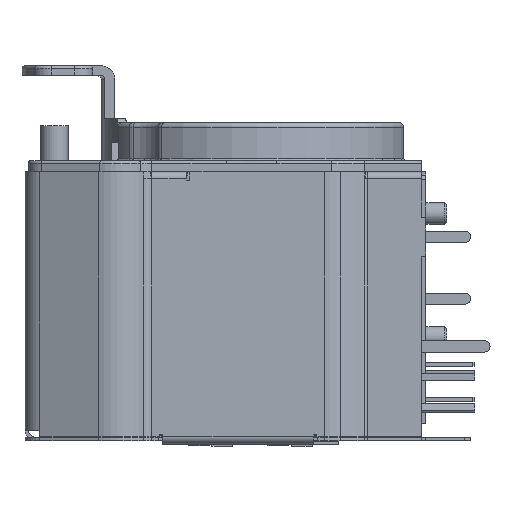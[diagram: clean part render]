
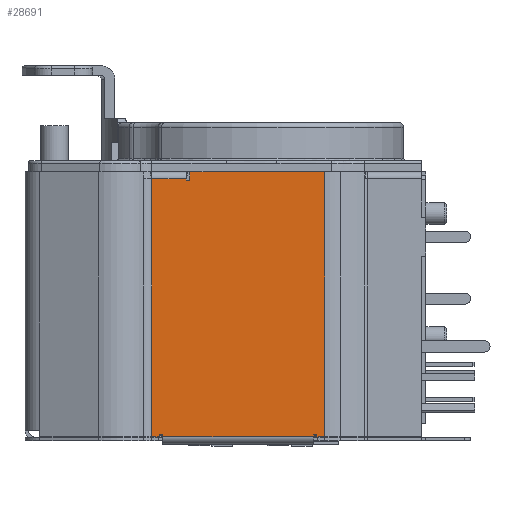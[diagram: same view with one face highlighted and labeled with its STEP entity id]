
A CAD part, left-side view. The second image highlights one B-rep face of the part: STEP entity #28691.
In plain terms, the highlighted planar face has unit normal (-1, 0, 0).
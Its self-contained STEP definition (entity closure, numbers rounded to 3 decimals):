
#23245=CARTESIAN_POINT('',(-11.35,-5.238,-0.8));
#23246=VERTEX_POINT('',#23245);
#23294=CARTESIAN_POINT('',(-11.35,7.178,-1.3));
#23295=VERTEX_POINT('',#23294);
#27905=CARTESIAN_POINT('',(-11.35,-4.438,-19.8));
#27906=VERTEX_POINT('',#27905);
#27914=CARTESIAN_POINT('',(-11.35,6.378,-19.8));
#27915=VERTEX_POINT('',#27914);
#27916=CARTESIAN_POINT('',(-11.35,-4.438,-19.8));
#27917=DIRECTION('',(0.0,1.0,0.0));
#27918=VECTOR('',#27917,10.816);
#27919=LINE('',#27916,#27918);
#27920=EDGE_CURVE('',#27906,#27915,#27919,.T.);
#28502=CARTESIAN_POINT('',(-11.35,6.378,-19.675));
#28503=VERTEX_POINT('',#28502);
#28504=CARTESIAN_POINT('',(-11.35,6.378,-19.675));
#28505=DIRECTION('',(0.0,0.0,-1.0));
#28506=VECTOR('',#28505,0.125);
#28507=LINE('',#28504,#28506);
#28508=EDGE_CURVE('',#28503,#27915,#28507,.T.);
#28533=CARTESIAN_POINT('',(-11.35,6.628,-19.8));
#28534=VERTEX_POINT('',#28533);
#28535=CARTESIAN_POINT('',(-11.35,6.628,-19.675));
#28536=VERTEX_POINT('',#28535);
#28537=CARTESIAN_POINT('',(-11.35,6.628,-19.8));
#28538=DIRECTION('',(0.0,0.0,1.0));
#28539=VECTOR('',#28538,0.125);
#28540=LINE('',#28537,#28539);
#28541=EDGE_CURVE('',#28534,#28536,#28540,.T.);
#28573=CARTESIAN_POINT('',(-11.35,6.628,-19.675));
#28574=DIRECTION('',(0.0,-1.0,0.0));
#28575=VECTOR('',#28574,0.25);
#28576=LINE('',#28573,#28575);
#28577=EDGE_CURVE('',#28536,#28503,#28576,.T.);
#28590=CARTESIAN_POINT('',(-11.35,27.154,-10.3));
#28591=DIRECTION('',(-1.0,0.0,0.0));
#28592=DIRECTION('',(0.0,0.0,-1.0));
#28593=AXIS2_PLACEMENT_3D('',#28590,#28591,#28592);
#28594=PLANE('',#28593);
#28595=ORIENTED_EDGE('',*,*,#28541,.T.);
#28596=ORIENTED_EDGE('',*,*,#28577,.T.);
#28597=ORIENTED_EDGE('',*,*,#28508,.T.);
#28598=ORIENTED_EDGE('',*,*,#27920,.F.);
#28599=CARTESIAN_POINT('',(-11.35,-4.438,-19.675));
#28600=VERTEX_POINT('',#28599);
#28601=CARTESIAN_POINT('',(-11.35,-4.438,-19.8));
#28602=DIRECTION('',(0.0,0.0,1.0));
#28603=VECTOR('',#28602,0.125);
#28604=LINE('',#28601,#28603);
#28605=EDGE_CURVE('',#27906,#28600,#28604,.T.);
#28606=ORIENTED_EDGE('',*,*,#28605,.T.);
#28607=CARTESIAN_POINT('',(-11.35,-4.688,-19.675));
#28608=VERTEX_POINT('',#28607);
#28609=CARTESIAN_POINT('',(-11.35,-4.438,-19.675));
#28610=DIRECTION('',(0.0,-1.0,0.0));
#28611=VECTOR('',#28610,0.25);
#28612=LINE('',#28609,#28611);
#28613=EDGE_CURVE('',#28600,#28608,#28612,.T.);
#28614=ORIENTED_EDGE('',*,*,#28613,.T.);
#28615=CARTESIAN_POINT('',(-11.35,-4.688,-19.8));
#28616=VERTEX_POINT('',#28615);
#28617=CARTESIAN_POINT('',(-11.35,-4.688,-19.675));
#28618=DIRECTION('',(0.0,0.0,-1.0));
#28619=VECTOR('',#28618,0.125);
#28620=LINE('',#28617,#28619);
#28621=EDGE_CURVE('',#28608,#28616,#28620,.T.);
#28622=ORIENTED_EDGE('',*,*,#28621,.T.);
#28623=CARTESIAN_POINT('',(-11.35,-5.238,-19.8));
#28624=VERTEX_POINT('',#28623);
#28625=CARTESIAN_POINT('',(-11.35,-5.238,-19.8));
#28626=DIRECTION('',(0.0,1.0,0.0));
#28627=VECTOR('',#28626,0.55);
#28628=LINE('',#28625,#28627);
#28629=EDGE_CURVE('',#28624,#28616,#28628,.T.);
#28630=ORIENTED_EDGE('',*,*,#28629,.F.);
#28631=CARTESIAN_POINT('',(-11.35,-5.238,-0.8));
#28632=DIRECTION('',(0.0,0.0,-1.0));
#28633=VECTOR('',#28632,19.0);
#28634=LINE('',#28631,#28633);
#28635=EDGE_CURVE('',#23246,#28624,#28634,.T.);
#28636=ORIENTED_EDGE('',*,*,#28635,.F.);
#28637=CARTESIAN_POINT('',(-11.35,4.428,-0.8));
#28638=VERTEX_POINT('',#28637);
#28639=CARTESIAN_POINT('',(-11.35,-5.238,-0.8));
#28640=DIRECTION('',(0.0,1.0,0.0));
#28641=VECTOR('',#28640,9.666);
#28642=LINE('',#28639,#28641);
#28643=EDGE_CURVE('',#23246,#28638,#28642,.T.);
#28644=ORIENTED_EDGE('',*,*,#28643,.T.);
#28645=CARTESIAN_POINT('',(-11.35,4.428,-1.425));
#28646=VERTEX_POINT('',#28645);
#28647=CARTESIAN_POINT('',(-11.35,4.428,-0.8));
#28648=DIRECTION('',(0.0,0.0,-1.0));
#28649=VECTOR('',#28648,0.625);
#28650=LINE('',#28647,#28649);
#28651=EDGE_CURVE('',#28638,#28646,#28650,.T.);
#28652=ORIENTED_EDGE('',*,*,#28651,.T.);
#28653=CARTESIAN_POINT('',(-11.35,4.678,-1.425));
#28654=VERTEX_POINT('',#28653);
#28655=CARTESIAN_POINT('',(-11.35,4.428,-1.425));
#28656=DIRECTION('',(0.0,1.0,0.0));
#28657=VECTOR('',#28656,0.25);
#28658=LINE('',#28655,#28657);
#28659=EDGE_CURVE('',#28646,#28654,#28658,.T.);
#28660=ORIENTED_EDGE('',*,*,#28659,.T.);
#28661=CARTESIAN_POINT('',(-11.35,4.678,-1.3));
#28662=VERTEX_POINT('',#28661);
#28663=CARTESIAN_POINT('',(-11.35,4.678,-1.425));
#28664=DIRECTION('',(0.0,0.0,1.0));
#28665=VECTOR('',#28664,0.125);
#28666=LINE('',#28663,#28665);
#28667=EDGE_CURVE('',#28654,#28662,#28666,.T.);
#28668=ORIENTED_EDGE('',*,*,#28667,.T.);
#28669=CARTESIAN_POINT('',(-11.35,4.678,-1.3));
#28670=DIRECTION('',(0.0,1.0,0.0));
#28671=VECTOR('',#28670,2.5);
#28672=LINE('',#28669,#28671);
#28673=EDGE_CURVE('',#28662,#23295,#28672,.T.);
#28674=ORIENTED_EDGE('',*,*,#28673,.T.);
#28675=CARTESIAN_POINT('',(-11.35,7.178,-19.8));
#28676=VERTEX_POINT('',#28675);
#28677=CARTESIAN_POINT('',(-11.35,7.178,-1.3));
#28678=DIRECTION('',(0.0,0.0,-1.0));
#28679=VECTOR('',#28678,18.5);
#28680=LINE('',#28677,#28679);
#28681=EDGE_CURVE('',#23295,#28676,#28680,.T.);
#28682=ORIENTED_EDGE('',*,*,#28681,.T.);
#28683=CARTESIAN_POINT('',(-11.35,6.628,-19.8));
#28684=DIRECTION('',(0.0,1.0,0.0));
#28685=VECTOR('',#28684,0.55);
#28686=LINE('',#28683,#28685);
#28687=EDGE_CURVE('',#28534,#28676,#28686,.T.);
#28688=ORIENTED_EDGE('',*,*,#28687,.F.);
#28689=EDGE_LOOP('',(#28595,#28596,#28597,#28598,#28606,#28614,#28622,#28630,#28636,#28644,#28652,#28660,#28668,#28674,#28682,#28688));
#28690=FACE_OUTER_BOUND('',#28689,.T.);
#28691=ADVANCED_FACE('',(#28690),#28594,.T.);
